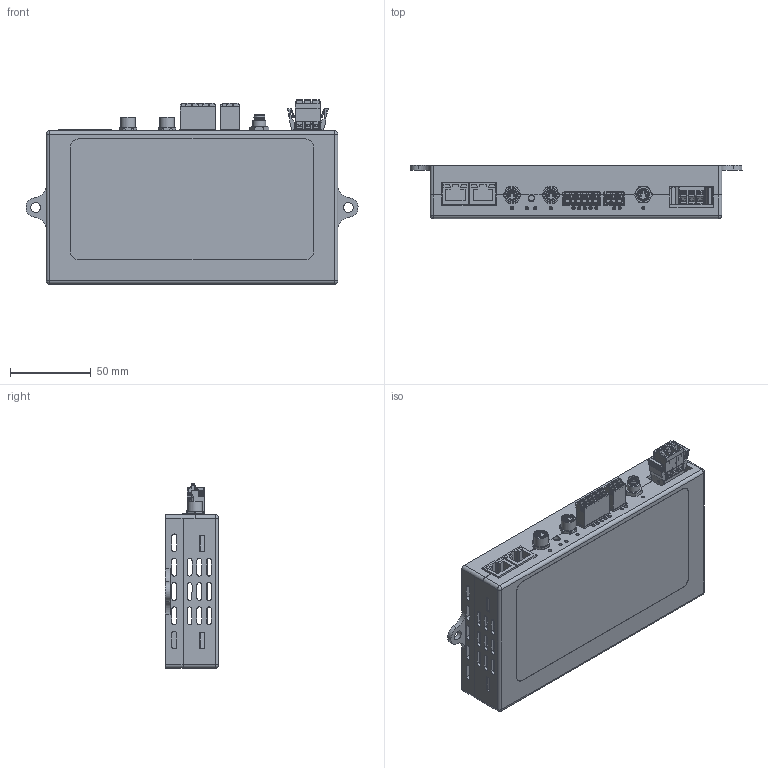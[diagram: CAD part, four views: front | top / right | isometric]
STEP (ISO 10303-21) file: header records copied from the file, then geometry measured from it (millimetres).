
FILE_DESCRIPTION(/* description */ (''),/* implementation_level */ '2;1');
FILE_NAME(/* name */ 'Raptor v5.step',/* time_stamp */ '2024-02-29T16:05:44-05:00',/* author */ (''),/* organization */ (''),/* preprocessor_version */ 'ST-DEVELOPER v20',/* originating_system */ 'Autodesk Translation Framework v12.9.0.99',/* authorisation */ '');
FILE_SCHEMA (('AUTOMOTIVE_DESIGN { 1 0 10303 214 3 1 1 }'));
Products named in the file (10): Raptor; Raptor Revision 1.0.0 PCB; Raptor_Raptor Enclosure Bottom Revision 1.0.1; Raptor_Raptor Enclosure Top Revision 1.0.1; Raptor_Raptor Enclosure Top Revision 1.0.1_Overlay; Raptor Power Connector Revision 1.0.0; pxc_1952306_05_FMC-1-5-6-ST-3-5_3D; FMC_1.5_6_ST_3.5; pxc_1952270_04_FMC-1-5-3-ST-3-5_3D; fmc_1.5-3-st-3.5
Assembly tree (9 placements, depth 3):
  Raptor
    Raptor Revision 1.0.0 PCB
    Raptor_Raptor Enclosure Bottom Revision 1.0.1
    Raptor_Raptor Enclosure Top Revision 1.0.1
    Raptor_Raptor Enclosure Top Revision 1.0.1_Overlay
    Raptor Power Connector Revision 1.0.0
    pxc_1952306_05_FMC-1-5-6-ST-3-5_3D
      FMC_1.5_6_ST_3.5
    pxc_1952270_04_FMC-1-5-3-ST-3-5_3D
      fmc_1.5-3-st-3.5
Bounding box: 204.96 x 33 x 113.73 mm (x, y, z)
Volume: 142259.3 mm3; surface area: 185658.6 mm2
Topology: 91 solids, 91 shells, 5143 faces, 13774 edges, 8914 vertices
Faces by surface type: plane 3501, cylinder 1272, cone 139, torus 98, bspline 83, sphere 50
Full cylindrical faces by diameter (mm): 0.217 x3, 0.457 x2, 0.5 x8, 0.55 x4, 0.6 x3, 0.65 x20, 0.75 x19, 0.8 x6, 0.85 x4, 1 x30, 1.05 x8, 1.2 x18, 1.3 x11, 1.4 x6, 1.5 x13, 1.6 x11, 1.8 x9, 2 x12, 2.2 x6, 2.75 x3, 3 x16, 3.1 x4, 3.5 x1, 3.55 x1, 5.65 x2, 5.8 x1, 6 x2, 6.5 x1, 6.9 x1, 6.917 x2
Entity records: 169978 total; most frequent: CARTESIAN_POINT 35753, ORIENTED_EDGE 27464, DIRECTION 26462, EDGE_CURVE 13732, LINE 10378, VECTOR 10378, VERTEX_POINT 8914, AXIS2_PLACEMENT_3D 8042
